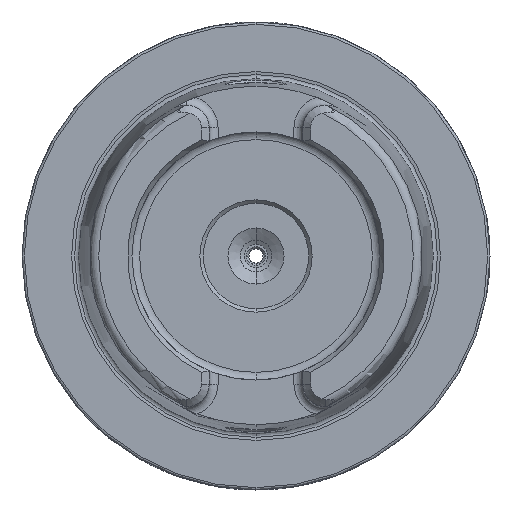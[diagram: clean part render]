
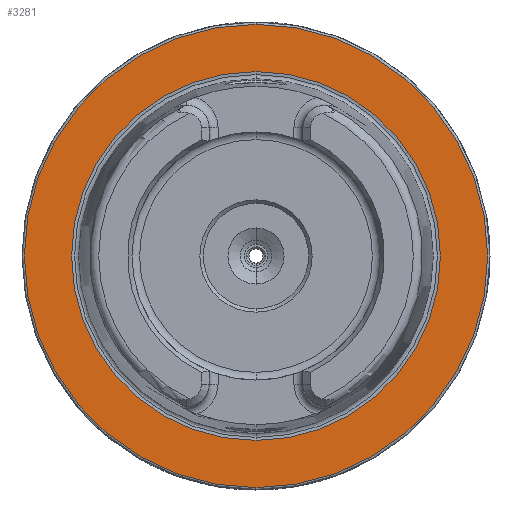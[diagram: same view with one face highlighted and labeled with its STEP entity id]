
A CAD part, left-side view. The second image highlights one B-rep face of the part: STEP entity #3281.
In plain terms, the highlighted planar face has unit normal (-1, 0, 0).
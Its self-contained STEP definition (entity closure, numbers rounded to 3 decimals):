
#167 = CARTESIAN_POINT ( 'NONE',  ( 0., 0., 39.405 ) ) ;
#1517 = CARTESIAN_POINT ( 'NONE',  ( 0., 0., -49.5 ) ) ;
#2315 = DIRECTION ( 'NONE',  ( 0., 0., 1. ) ) ;
#2336 = DIRECTION ( 'NONE',  ( -1., 0., 0. ) ) ;
#2557 = CARTESIAN_POINT ( 'NONE',  ( 0., 0., 0. ) ) ;
#2655 = EDGE_LOOP ( 'NONE', ( #10216, #10353 ) ) ;
#3281 = ADVANCED_FACE ( 'NONE', ( #7640, #7819 ), #9817, .F. ) ;
#3283 = EDGE_LOOP ( 'NONE', ( #10567, #10605 ) ) ;
#3635 = AXIS2_PLACEMENT_3D ( 'NONE', #4919, #4896, #4885 ) ;
#4413 = CARTESIAN_POINT ( 'NONE',  ( 0., 0., -39.405 ) ) ;
#4877 = AXIS2_PLACEMENT_3D ( 'NONE', #6974, #6965, #6954 ) ;
#4885 = DIRECTION ( 'NONE',  ( 0., 0., 1. ) ) ;
#4896 = DIRECTION ( 'NONE',  ( -1., 0., 0. ) ) ;
#4919 = CARTESIAN_POINT ( 'NONE',  ( 0., 0., 0. ) ) ;
#5079 = VERTEX_POINT ( 'NONE', #4413 ) ;
#5323 = VERTEX_POINT ( 'NONE', #167 ) ;
#6066 = AXIS2_PLACEMENT_3D ( 'NONE', #9669, #9638, #9636 ) ;
#6257 = CIRCLE ( 'NONE', #10403, 49.5 ) ;
#6752 = CIRCLE ( 'NONE', #10785, 39.405 ) ;
#6954 = DIRECTION ( 'NONE',  ( 0., 0., 1. ) ) ;
#6965 = DIRECTION ( 'NONE',  ( -1., 0., 0. ) ) ;
#6974 = CARTESIAN_POINT ( 'NONE',  ( 0., 0., 0. ) ) ;
#6998 = CARTESIAN_POINT ( 'NONE',  ( 0., 0., 49.5 ) ) ;
#7640 = FACE_BOUND ( 'NONE', #2655, .T. ) ;
#7819 = FACE_OUTER_BOUND ( 'NONE', #3283, .T. ) ;
#7882 = EDGE_CURVE ( 'NONE', #9590, #10436, #9319, .T. ) ;
#8144 = DIRECTION ( 'NONE',  ( 0., 0., 1. ) ) ;
#8156 = DIRECTION ( 'NONE',  ( -1., 0., 0. ) ) ;
#8177 = CARTESIAN_POINT ( 'NONE',  ( 0., 0., 0. ) ) ;
#8391 = EDGE_CURVE ( 'NONE', #5079, #5323, #8527, .T. ) ;
#8527 = CIRCLE ( 'NONE', #3635, 39.405 ) ;
#9319 = CIRCLE ( 'NONE', #4877, 49.5 ) ;
#9590 = VERTEX_POINT ( 'NONE', #6998 ) ;
#9636 = DIRECTION ( 'NONE',  ( 0., 0., -1. ) ) ;
#9638 = DIRECTION ( 'NONE',  ( 1., 0., 0. ) ) ;
#9669 = CARTESIAN_POINT ( 'NONE',  ( 0., 49.5, 0. ) ) ;
#9744 = EDGE_CURVE ( 'NONE', #5323, #5079, #6752, .T. ) ;
#9817 = PLANE ( 'NONE',  #6066 ) ;
#10034 = EDGE_CURVE ( 'NONE', #10436, #9590, #6257, .T. ) ;
#10216 = ORIENTED_EDGE ( 'NONE', *, *, #9744, .F. ) ;
#10353 = ORIENTED_EDGE ( 'NONE', *, *, #8391, .F. ) ;
#10403 = AXIS2_PLACEMENT_3D ( 'NONE', #8177, #8156, #8144 ) ;
#10436 = VERTEX_POINT ( 'NONE', #1517 ) ;
#10567 = ORIENTED_EDGE ( 'NONE', *, *, #7882, .T. ) ;
#10605 = ORIENTED_EDGE ( 'NONE', *, *, #10034, .T. ) ;
#10785 = AXIS2_PLACEMENT_3D ( 'NONE', #2557, #2336, #2315 ) ;
